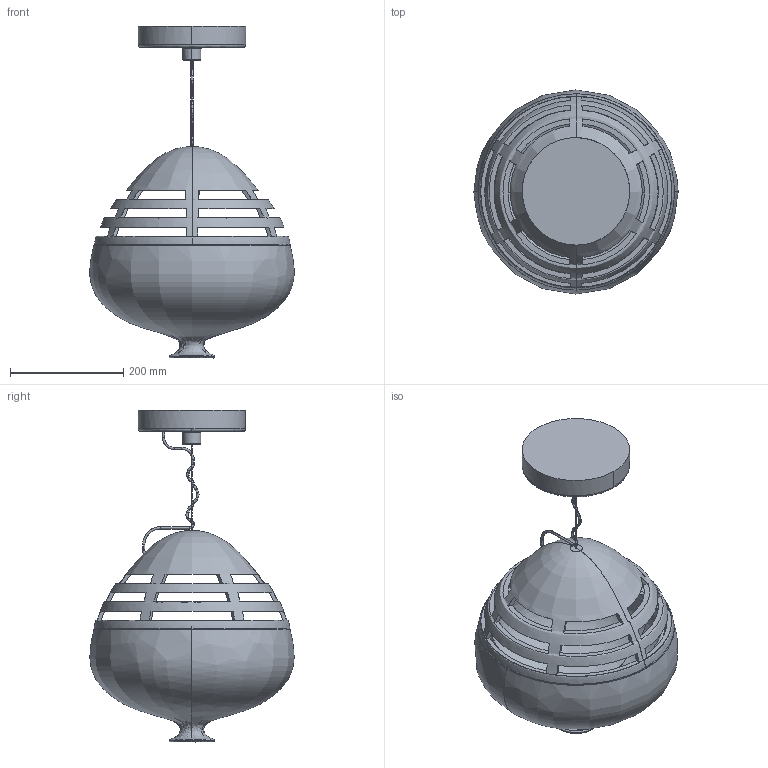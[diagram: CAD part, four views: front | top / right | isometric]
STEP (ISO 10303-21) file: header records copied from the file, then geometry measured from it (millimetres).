
FILE_DESCRIPTION(/* description */ (''),/* implementation_level */ '2;1');
FILE_NAME(/* name */ 'Invero sospensione',/* time_stamp */ '2016-05-24T19:11:17+02:00',/* author */ (''),/* organization */ (''),/* preprocessor_version */ 'ST-DEVELOPER v15',/* originating_system */ '',/* authorisation */ '');
FILE_SCHEMA (('AUTOMOTIVE_DESIGN'));
Length unit declared in the file: millimetre
Products named in the file (1): Document
Bounding box: 361.17 x 361.22 x 587.14 mm (x, y, z)
Surface area: 630470.7 mm2 (no closed solid volume)
Topology: 0 solids, 193 shells, 202 faces, 937 edges, 917 vertices
Faces by surface type: bspline 122, plane 80
Entity records: 15409 total; most frequent: CARTESIAN_POINT 10925, ORIENTED_EDGE 953, EDGE_CURVE 935, VERTEX_POINT 917, EDGE_LOOP 245, ADVANCED_FACE 202, FACE_OUTER_BOUND 202, PRESENTATION_LAYER_ASSIGNMENT 193
